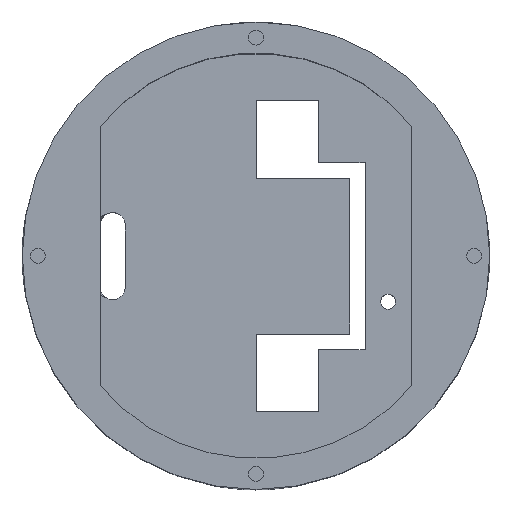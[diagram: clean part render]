
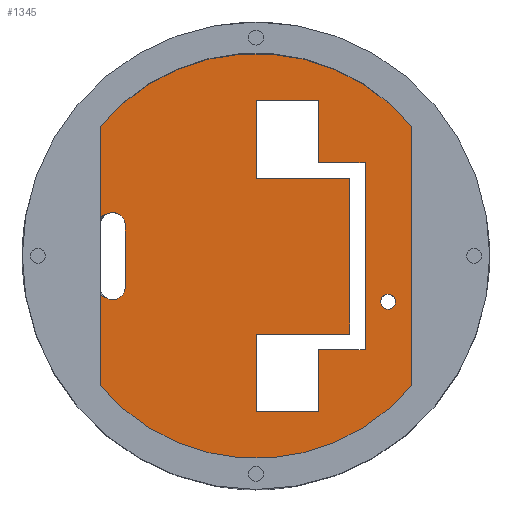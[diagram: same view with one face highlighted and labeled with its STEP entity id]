
A CAD part, top view. The second image highlights one B-rep face of the part: STEP entity #1345.
In plain terms, the highlighted planar face has unit normal (0, 0, 1).
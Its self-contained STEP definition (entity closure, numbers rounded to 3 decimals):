
#16=FACE_BOUND('',#178,.T.);
#17=FACE_BOUND('',#179,.T.);
#45=PLANE('',#1445);
#99=FACE_OUTER_BOUND('',#177,.T.);
#177=EDGE_LOOP('',(#965,#966,#967,#968,#969,#970,#971,#972,#973,#974));
#178=EDGE_LOOP('',(#975));
#179=EDGE_LOOP('',(#976,#977,#978,#979,#980,#981,#982,#983,#984,#985,#986,
#987));
#279=CIRCLE('',#1446,4.);
#280=CIRCLE('',#1447,4.);
#281=CIRCLE('',#1448,65.);
#282=CIRCLE('',#1449,65.);
#283=CIRCLE('',#1450,2.4);
#346=LINE('',#2205,#463);
#350=LINE('',#2212,#467);
#352=LINE('',#2222,#469);
#353=LINE('',#2227,#470);
#354=LINE('',#2233,#471);
#355=LINE('',#2235,#472);
#356=LINE('',#2237,#473);
#357=LINE('',#2239,#474);
#358=LINE('',#2241,#475);
#359=LINE('',#2243,#476);
#360=LINE('',#2245,#477);
#361=LINE('',#2247,#478);
#362=LINE('',#2249,#479);
#363=LINE('',#2251,#480);
#364=LINE('',#2253,#481);
#365=LINE('',#2254,#482);
#463=VECTOR('',#1615,10.);
#467=VECTOR('',#1619,10.);
#469=VECTOR('',#1629,10.);
#470=VECTOR('',#1634,10.);
#471=VECTOR('',#1639,10.);
#472=VECTOR('',#1640,10.);
#473=VECTOR('',#1641,10.);
#474=VECTOR('',#1642,10.);
#475=VECTOR('',#1643,10.);
#476=VECTOR('',#1644,10.);
#477=VECTOR('',#1645,10.);
#478=VECTOR('',#1646,10.);
#479=VECTOR('',#1647,10.);
#480=VECTOR('',#1648,10.);
#481=VECTOR('',#1649,10.);
#482=VECTOR('',#1650,10.);
#573=B_SPLINE_CURVE_WITH_KNOTS('',3,(#2101,#2102,#2103,#2104),
 .UNSPECIFIED.,.F.,.F.,(4,4),(0.,0.244),.UNSPECIFIED.);
#574=B_SPLINE_CURVE_WITH_KNOTS('',3,(#2155,#2156,#2157,#2158),
 .UNSPECIFIED.,.F.,.F.,(4,4),(0.055,0.312),
 .UNSPECIFIED.);
#599=VERTEX_POINT('',#2078);
#601=VERTEX_POINT('',#2092);
#602=VERTEX_POINT('',#2153);
#603=VERTEX_POINT('',#2154);
#607=VERTEX_POINT('',#2204);
#610=VERTEX_POINT('',#2210);
#613=VERTEX_POINT('',#2219);
#614=VERTEX_POINT('',#2221);
#615=VERTEX_POINT('',#2224);
#616=VERTEX_POINT('',#2226);
#617=VERTEX_POINT('',#2229);
#618=VERTEX_POINT('',#2231);
#619=VERTEX_POINT('',#2232);
#620=VERTEX_POINT('',#2234);
#621=VERTEX_POINT('',#2236);
#622=VERTEX_POINT('',#2238);
#623=VERTEX_POINT('',#2240);
#624=VERTEX_POINT('',#2242);
#625=VERTEX_POINT('',#2244);
#626=VERTEX_POINT('',#2246);
#627=VERTEX_POINT('',#2248);
#628=VERTEX_POINT('',#2250);
#629=VERTEX_POINT('',#2252);
#737=EDGE_CURVE('',#601,#599,#573,.T.);
#738=EDGE_CURVE('',#602,#603,#574,.T.);
#745=EDGE_CURVE('',#599,#607,#346,.T.);
#749=EDGE_CURVE('',#610,#602,#350,.T.);
#753=EDGE_CURVE('',#601,#613,#279,.T.);
#754=EDGE_CURVE('',#613,#614,#352,.T.);
#755=EDGE_CURVE('',#614,#603,#280,.T.);
#756=EDGE_CURVE('',#615,#610,#281,.T.);
#757=EDGE_CURVE('',#616,#615,#353,.T.);
#758=EDGE_CURVE('',#607,#616,#282,.T.);
#759=EDGE_CURVE('',#617,#617,#283,.T.);
#760=EDGE_CURVE('',#618,#619,#354,.T.);
#761=EDGE_CURVE('',#619,#620,#355,.T.);
#762=EDGE_CURVE('',#620,#621,#356,.T.);
#763=EDGE_CURVE('',#621,#622,#357,.T.);
#764=EDGE_CURVE('',#622,#623,#358,.T.);
#765=EDGE_CURVE('',#623,#624,#359,.T.);
#766=EDGE_CURVE('',#624,#625,#360,.T.);
#767=EDGE_CURVE('',#625,#626,#361,.T.);
#768=EDGE_CURVE('',#626,#627,#362,.T.);
#769=EDGE_CURVE('',#627,#628,#363,.T.);
#770=EDGE_CURVE('',#628,#629,#364,.T.);
#771=EDGE_CURVE('',#629,#618,#365,.T.);
#965=ORIENTED_EDGE('',*,*,#737,.F.);
#966=ORIENTED_EDGE('',*,*,#753,.T.);
#967=ORIENTED_EDGE('',*,*,#754,.T.);
#968=ORIENTED_EDGE('',*,*,#755,.T.);
#969=ORIENTED_EDGE('',*,*,#738,.F.);
#970=ORIENTED_EDGE('',*,*,#749,.F.);
#971=ORIENTED_EDGE('',*,*,#756,.F.);
#972=ORIENTED_EDGE('',*,*,#757,.F.);
#973=ORIENTED_EDGE('',*,*,#758,.F.);
#974=ORIENTED_EDGE('',*,*,#745,.F.);
#975=ORIENTED_EDGE('',*,*,#759,.T.);
#976=ORIENTED_EDGE('',*,*,#760,.T.);
#977=ORIENTED_EDGE('',*,*,#761,.T.);
#978=ORIENTED_EDGE('',*,*,#762,.T.);
#979=ORIENTED_EDGE('',*,*,#763,.T.);
#980=ORIENTED_EDGE('',*,*,#764,.T.);
#981=ORIENTED_EDGE('',*,*,#765,.T.);
#982=ORIENTED_EDGE('',*,*,#766,.T.);
#983=ORIENTED_EDGE('',*,*,#767,.T.);
#984=ORIENTED_EDGE('',*,*,#768,.T.);
#985=ORIENTED_EDGE('',*,*,#769,.T.);
#986=ORIENTED_EDGE('',*,*,#770,.T.);
#987=ORIENTED_EDGE('',*,*,#771,.T.);
#1345=ADVANCED_FACE('',(#99,#16,#17),#45,.T.);
#1445=AXIS2_PLACEMENT_3D('',#2218,#1625,#1626);
#1446=AXIS2_PLACEMENT_3D('',#2220,#1627,#1628);
#1447=AXIS2_PLACEMENT_3D('',#2223,#1630,#1631);
#1448=AXIS2_PLACEMENT_3D('',#2225,#1632,#1633);
#1449=AXIS2_PLACEMENT_3D('',#2228,#1635,#1636);
#1450=AXIS2_PLACEMENT_3D('',#2230,#1637,#1638);
#1615=DIRECTION('',(0.,1.,0.));
#1619=DIRECTION('',(0.,1.,0.));
#1625=DIRECTION('center_axis',(0.,0.,1.));
#1626=DIRECTION('ref_axis',(-1.,0.,0.));
#1627=DIRECTION('center_axis',(0.,0.,-1.));
#1628=DIRECTION('ref_axis',(1.,0.,0.));
#1629=DIRECTION('',(0.,-1.,0.));
#1630=DIRECTION('center_axis',(0.,0.,-1.));
#1631=DIRECTION('ref_axis',(-1.,0.,0.));
#1632=DIRECTION('center_axis',(0.,0.,-1.));
#1633=DIRECTION('ref_axis',(-1.,0.,0.));
#1634=DIRECTION('',(0.,-1.,0.));
#1635=DIRECTION('center_axis',(0.,0.,-1.));
#1636=DIRECTION('ref_axis',(-1.,0.,0.));
#1637=DIRECTION('center_axis',(0.,0.,-1.));
#1638=DIRECTION('ref_axis',(1.,0.,0.));
#1639=DIRECTION('',(0.,1.,0.));
#1640=DIRECTION('',(-1.,0.,0.));
#1641=DIRECTION('',(0.,1.,0.));
#1642=DIRECTION('',(1.,0.,0.));
#1643=DIRECTION('',(0.,-1.,0.));
#1644=DIRECTION('',(1.,0.,0.));
#1645=DIRECTION('',(0.,-1.,0.));
#1646=DIRECTION('',(-1.,0.,0.));
#1647=DIRECTION('',(0.,-1.,0.));
#1648=DIRECTION('',(-1.,0.,0.));
#1649=DIRECTION('',(0.,1.,0.));
#1650=DIRECTION('',(1.,0.,0.));
#2078=CARTESIAN_POINT('',(-50.,12.578,20.));
#2092=CARTESIAN_POINT('',(-47.778,13.583,20.));
#2101=CARTESIAN_POINT('Ctrl Pts',(-47.778,13.583,20.));
#2102=CARTESIAN_POINT('Ctrl Pts',(-48.507,13.221,20.));
#2103=CARTESIAN_POINT('Ctrl Pts',(-49.231,12.904,20.));
#2104=CARTESIAN_POINT('Ctrl Pts',(-50.,12.578,20.));
#2153=CARTESIAN_POINT('',(-50.,-12.578,20.));
#2154=CARTESIAN_POINT('',(-47.778,-13.583,20.));
#2155=CARTESIAN_POINT('Ctrl Pts',(-50.,-12.578,20.));
#2156=CARTESIAN_POINT('Ctrl Pts',(-49.231,-12.904,20.));
#2157=CARTESIAN_POINT('Ctrl Pts',(-48.507,-13.221,20.));
#2158=CARTESIAN_POINT('Ctrl Pts',(-47.778,-13.583,20.));
#2204=CARTESIAN_POINT('',(-50.,41.533,20.));
#2205=CARTESIAN_POINT('',(-50.,-5.,20.));
#2210=CARTESIAN_POINT('',(-50.,-41.533,20.));
#2212=CARTESIAN_POINT('',(-50.,-5.,20.));
#2218=CARTESIAN_POINT('Origin',(0.,0.,20.));
#2219=CARTESIAN_POINT('',(-42.,10.,20.));
#2220=CARTESIAN_POINT('Origin',(-46.,10.,20.));
#2221=CARTESIAN_POINT('',(-42.,-10.,20.));
#2222=CARTESIAN_POINT('',(-42.,5.,20.));
#2223=CARTESIAN_POINT('Origin',(-46.,-10.,20.));
#2224=CARTESIAN_POINT('',(50.,-41.533,20.));
#2225=CARTESIAN_POINT('Origin',(0.,0.,20.));
#2226=CARTESIAN_POINT('',(50.,41.533,20.));
#2227=CARTESIAN_POINT('',(50.,20.767,20.));
#2228=CARTESIAN_POINT('Origin',(0.,0.,20.));
#2229=CARTESIAN_POINT('',(40.,-14.6,20.));
#2230=CARTESIAN_POINT('Origin',(42.4,-14.6,20.));
#2231=CARTESIAN_POINT('',(30.,-25.,20.));
#2232=CARTESIAN_POINT('',(30.,25.,20.));
#2233=CARTESIAN_POINT('',(30.,12.5,20.));
#2234=CARTESIAN_POINT('',(0.,25.,20.));
#2235=CARTESIAN_POINT('',(0.,25.,20.));
#2236=CARTESIAN_POINT('',(0.,50.,20.));
#2237=CARTESIAN_POINT('',(0.,25.,20.));
#2238=CARTESIAN_POINT('',(20.,50.,20.));
#2239=CARTESIAN_POINT('',(10.,50.,20.));
#2240=CARTESIAN_POINT('',(20.,30.,20.));
#2241=CARTESIAN_POINT('',(20.,15.,20.));
#2242=CARTESIAN_POINT('',(35.,30.,20.));
#2243=CARTESIAN_POINT('',(17.5,30.,20.));
#2244=CARTESIAN_POINT('',(35.,-30.,20.));
#2245=CARTESIAN_POINT('',(35.,-15.,20.));
#2246=CARTESIAN_POINT('',(20.,-30.,20.));
#2247=CARTESIAN_POINT('',(10.,-30.,20.));
#2248=CARTESIAN_POINT('',(20.,-50.,20.));
#2249=CARTESIAN_POINT('',(20.,-25.,20.));
#2250=CARTESIAN_POINT('',(0.,-50.,20.));
#2251=CARTESIAN_POINT('',(0.,-50.,20.));
#2252=CARTESIAN_POINT('',(0.,-25.,20.));
#2253=CARTESIAN_POINT('',(0.,-12.5,20.));
#2254=CARTESIAN_POINT('',(15.,-25.,20.));
